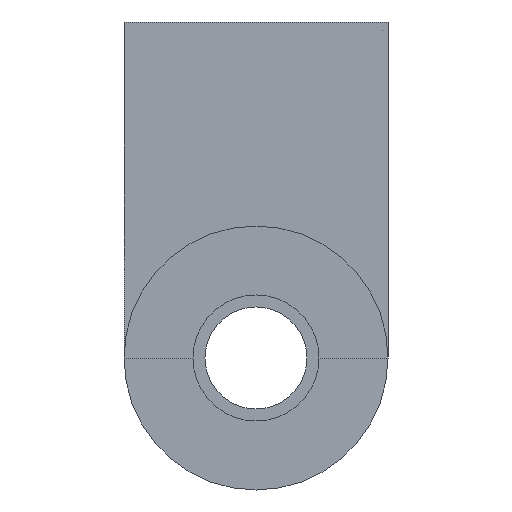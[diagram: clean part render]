
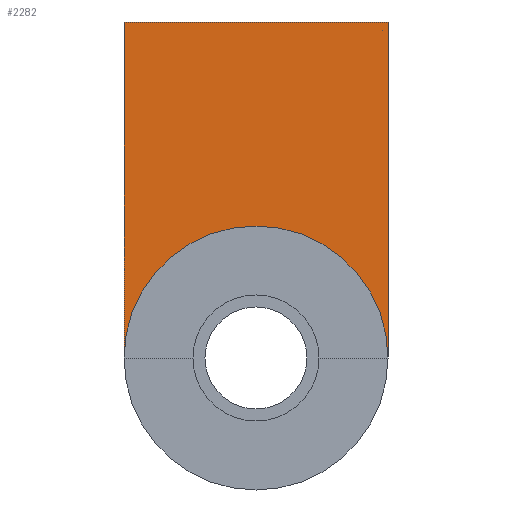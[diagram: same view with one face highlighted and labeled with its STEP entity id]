
A CAD part, front view. The second image highlights one B-rep face of the part: STEP entity #2282.
In plain terms, the highlighted planar face has unit normal (0, -1, 0).
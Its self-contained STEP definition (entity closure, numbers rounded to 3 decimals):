
#32 = PLANE('',#33);
#33 = AXIS2_PLACEMENT_3D('',#34,#35,#36);
#34 = CARTESIAN_POINT('',(-14.,-1.,73.));
#35 = DIRECTION('',(1.,0.,0.));
#36 = DIRECTION('',(0.,0.,1.));
#250 = VERTEX_POINT('',#251);
#251 = CARTESIAN_POINT('',(-14.,-1.,101.));
#265 = PLANE('',#266);
#266 = AXIS2_PLACEMENT_3D('',#267,#268,#269);
#267 = CARTESIAN_POINT('',(-14.,-1.,101.));
#268 = DIRECTION('',(0.,0.,1.));
#269 = DIRECTION('',(1.,0.,0.));
#277 = EDGE_CURVE('',#278,#250,#280,.T.);
#278 = VERTEX_POINT('',#279);
#279 = CARTESIAN_POINT('',(-14.,-1.,73.));
#280 = SURFACE_CURVE('',#281,(#285,#292),.PCURVE_S1.);
#281 = LINE('',#282,#283);
#282 = CARTESIAN_POINT('',(-14.,-1.,73.));
#283 = VECTOR('',#284,1.);
#284 = DIRECTION('',(0.,0.,1.));
#285 = PCURVE('',#32,#286);
#286 = DEFINITIONAL_REPRESENTATION('',(#287),#291);
#287 = LINE('',#288,#289);
#288 = CARTESIAN_POINT('',(0.,0.));
#289 = VECTOR('',#290,1.);
#290 = DIRECTION('',(1.,0.));
#291 = ( GEOMETRIC_REPRESENTATION_CONTEXT(2) 
PARAMETRIC_REPRESENTATION_CONTEXT() REPRESENTATION_CONTEXT('2D SPACE',''
  ) );
#292 = PCURVE('',#293,#298);
#293 = PLANE('',#294);
#294 = AXIS2_PLACEMENT_3D('',#295,#296,#297);
#295 = CARTESIAN_POINT('',(-14.,-1.,73.));
#296 = DIRECTION('',(0.,1.,0.));
#297 = DIRECTION('',(0.,0.,1.));
#298 = DEFINITIONAL_REPRESENTATION('',(#299),#303);
#299 = LINE('',#300,#301);
#300 = CARTESIAN_POINT('',(0.,0.));
#301 = VECTOR('',#302,1.);
#302 = DIRECTION('',(1.,0.));
#303 = ( GEOMETRIC_REPRESENTATION_CONTEXT(2) 
PARAMETRIC_REPRESENTATION_CONTEXT() REPRESENTATION_CONTEXT('2D SPACE',''
  ) );
#599 = PLANE('',#600);
#600 = AXIS2_PLACEMENT_3D('',#601,#602,#603);
#601 = CARTESIAN_POINT('',(8.,-1.,73.));
#602 = DIRECTION('',(1.,0.,0.));
#603 = DIRECTION('',(0.,0.,1.));
#2019 = EDGE_CURVE('',#250,#2020,#2022,.T.);
#2020 = VERTEX_POINT('',#2021);
#2021 = CARTESIAN_POINT('',(8.,-1.,101.));
#2022 = SURFACE_CURVE('',#2023,(#2027,#2034),.PCURVE_S1.);
#2023 = LINE('',#2024,#2025);
#2024 = CARTESIAN_POINT('',(-14.,-1.,101.));
#2025 = VECTOR('',#2026,1.);
#2026 = DIRECTION('',(1.,0.,0.));
#2027 = PCURVE('',#265,#2028);
#2028 = DEFINITIONAL_REPRESENTATION('',(#2029),#2033);
#2029 = LINE('',#2030,#2031);
#2030 = CARTESIAN_POINT('',(0.,0.));
#2031 = VECTOR('',#2032,1.);
#2032 = DIRECTION('',(1.,0.));
#2033 = ( GEOMETRIC_REPRESENTATION_CONTEXT(2) 
PARAMETRIC_REPRESENTATION_CONTEXT() REPRESENTATION_CONTEXT('2D SPACE',''
  ) );
#2034 = PCURVE('',#293,#2035);
#2035 = DEFINITIONAL_REPRESENTATION('',(#2036),#2040);
#2036 = LINE('',#2037,#2038);
#2037 = CARTESIAN_POINT('',(28.,0.));
#2038 = VECTOR('',#2039,1.);
#2039 = DIRECTION('',(0.,1.));
#2040 = ( GEOMETRIC_REPRESENTATION_CONTEXT(2) 
PARAMETRIC_REPRESENTATION_CONTEXT() REPRESENTATION_CONTEXT('2D SPACE',''
  ) );
#2282 = ADVANCED_FACE('',(#2283),#293,.F.);
#2283 = FACE_BOUND('',#2284,.F.);
#2284 = EDGE_LOOP('',(#2285,#2314,#2315,#2316));
#2285 = ORIENTED_EDGE('',*,*,#2286,.F.);
#2286 = EDGE_CURVE('',#278,#2287,#2289,.T.);
#2287 = VERTEX_POINT('',#2288);
#2288 = CARTESIAN_POINT('',(8.,-1.,73.));
#2289 = SURFACE_CURVE('',#2290,(#2295,#2302),.PCURVE_S1.);
#2290 = CIRCLE('',#2291,11.);
#2291 = AXIS2_PLACEMENT_3D('',#2292,#2293,#2294);
#2292 = CARTESIAN_POINT('',(-3.,-1.,73.));
#2293 = DIRECTION('',(-0.,1.,0.));
#2294 = DIRECTION('',(1.,0.,0.));
#2295 = PCURVE('',#293,#2296);
#2296 = DEFINITIONAL_REPRESENTATION('',(#2297),#2301);
#2297 = CIRCLE('',#2298,11.);
#2298 = AXIS2_PLACEMENT_2D('',#2299,#2300);
#2299 = CARTESIAN_POINT('',(0.,11.));
#2300 = DIRECTION('',(0.,1.));
#2301 = ( GEOMETRIC_REPRESENTATION_CONTEXT(2) 
PARAMETRIC_REPRESENTATION_CONTEXT() REPRESENTATION_CONTEXT('2D SPACE',''
  ) );
#2302 = PCURVE('',#2303,#2308);
#2303 = PLANE('',#2304);
#2304 = AXIS2_PLACEMENT_3D('',#2305,#2306,#2307);
#2305 = CARTESIAN_POINT('',(-3.,-1.,73.));
#2306 = DIRECTION('',(0.,1.,0.));
#2307 = DIRECTION('',(1.,0.,0.));
#2308 = DEFINITIONAL_REPRESENTATION('',(#2309),#2313);
#2309 = CIRCLE('',#2310,11.);
#2310 = AXIS2_PLACEMENT_2D('',#2311,#2312);
#2311 = CARTESIAN_POINT('',(0.,0.));
#2312 = DIRECTION('',(1.,0.));
#2313 = ( GEOMETRIC_REPRESENTATION_CONTEXT(2) 
PARAMETRIC_REPRESENTATION_CONTEXT() REPRESENTATION_CONTEXT('2D SPACE',''
  ) );
#2314 = ORIENTED_EDGE('',*,*,#277,.T.);
#2315 = ORIENTED_EDGE('',*,*,#2019,.T.);
#2316 = ORIENTED_EDGE('',*,*,#2317,.F.);
#2317 = EDGE_CURVE('',#2287,#2020,#2318,.T.);
#2318 = SURFACE_CURVE('',#2319,(#2323,#2330),.PCURVE_S1.);
#2319 = LINE('',#2320,#2321);
#2320 = CARTESIAN_POINT('',(8.,-1.,73.));
#2321 = VECTOR('',#2322,1.);
#2322 = DIRECTION('',(0.,0.,1.));
#2323 = PCURVE('',#293,#2324);
#2324 = DEFINITIONAL_REPRESENTATION('',(#2325),#2329);
#2325 = LINE('',#2326,#2327);
#2326 = CARTESIAN_POINT('',(0.,22.));
#2327 = VECTOR('',#2328,1.);
#2328 = DIRECTION('',(1.,0.));
#2329 = ( GEOMETRIC_REPRESENTATION_CONTEXT(2) 
PARAMETRIC_REPRESENTATION_CONTEXT() REPRESENTATION_CONTEXT('2D SPACE',''
  ) );
#2330 = PCURVE('',#599,#2331);
#2331 = DEFINITIONAL_REPRESENTATION('',(#2332),#2336);
#2332 = LINE('',#2333,#2334);
#2333 = CARTESIAN_POINT('',(0.,0.));
#2334 = VECTOR('',#2335,1.);
#2335 = DIRECTION('',(1.,0.));
#2336 = ( GEOMETRIC_REPRESENTATION_CONTEXT(2) 
PARAMETRIC_REPRESENTATION_CONTEXT() REPRESENTATION_CONTEXT('2D SPACE',''
  ) );
